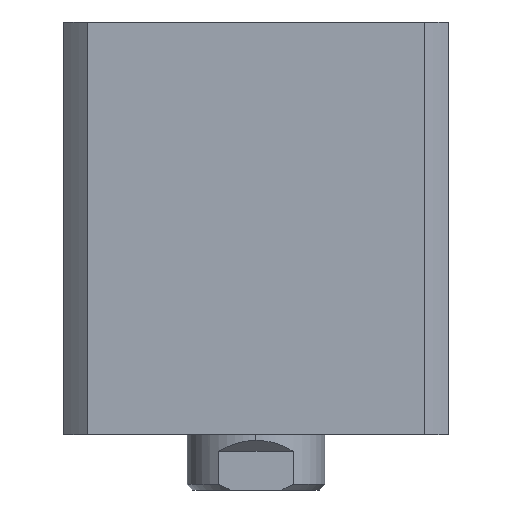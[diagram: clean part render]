
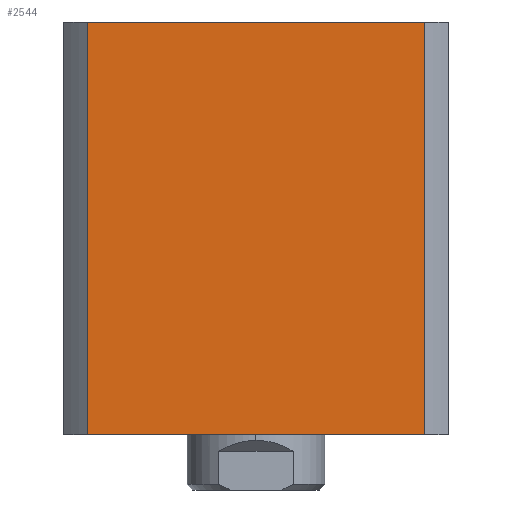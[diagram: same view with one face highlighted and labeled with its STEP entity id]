
A CAD part, left-side view. The second image highlights one B-rep face of the part: STEP entity #2544.
In plain terms, the highlighted planar face has unit normal (-1, 0, 0).
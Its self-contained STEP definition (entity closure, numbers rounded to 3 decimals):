
#36 = VERTEX_POINT ( 'NONE', #2653 ) ;
#133 = LINE ( 'NONE', #2845, #141 ) ;
#138 = LINE ( 'NONE', #2848, #143 ) ;
#141 = VECTOR ( 'NONE', #2837, 1000. ) ;
#142 = LINE ( 'NONE', #2850, #145 ) ;
#143 = VECTOR ( 'NONE', #2849, 1000. ) ;
#145 = VECTOR ( 'NONE', #2852, 1000. ) ;
#146 = LINE ( 'NONE', #2851, #148 ) ;
#148 = VECTOR ( 'NONE', #2847, 1000. ) ;
#235 = FACE_OUTER_BOUND ( 'NONE', #1772, .T. ) ;
#870 = CARTESIAN_POINT ( 'NONE',  ( -35., 0., 75. ) ) ;
#872 = PLANE ( 'NONE',  #3230 ) ;
#875 = DIRECTION ( 'NONE',  ( 1., 0., 0. ) ) ;
#876 = DIRECTION ( 'NONE',  ( 0., 0., -1. ) ) ;
#1162 = CARTESIAN_POINT ( 'NONE',  ( -35., -30.615, 0. ) ) ;
#1190 = CARTESIAN_POINT ( 'NONE',  ( -35., 30.615, 75. ) ) ;
#1420 = ORIENTED_EDGE ( 'NONE', *, *, #2013, .T. ) ;
#1421 = ORIENTED_EDGE ( 'NONE', *, *, #2012, .F. ) ;
#1422 = ORIENTED_EDGE ( 'NONE', *, *, #2011, .F. ) ;
#1423 = ORIENTED_EDGE ( 'NONE', *, *, #2015, .T. ) ;
#1772 = EDGE_LOOP ( 'NONE', ( #1420, #1421, #1422, #1423 ) ) ;
#2011 = EDGE_CURVE ( 'NONE', #2998, #36, #133, .T. ) ;
#2012 = EDGE_CURVE ( 'NONE', #36, #2985, #138, .T. ) ;
#2013 = EDGE_CURVE ( 'NONE', #3578, #2985, #142, .T. ) ;
#2015 = EDGE_CURVE ( 'NONE', #2998, #3578, #146, .T. ) ;
#2317 = CARTESIAN_POINT ( 'NONE',  ( -35., 30.615, 0. ) ) ;
#2544 = ADVANCED_FACE ( 'NONE', ( #235 ), #872, .F. ) ;
#2653 = CARTESIAN_POINT ( 'NONE',  ( -35., -30.615, 75. ) ) ;
#2837 = DIRECTION ( 'NONE',  ( 0., -1., 0. ) ) ;
#2845 = CARTESIAN_POINT ( 'NONE',  ( -35., 0., 75. ) ) ;
#2847 = DIRECTION ( 'NONE',  ( 0., 0., -1. ) ) ;
#2848 = CARTESIAN_POINT ( 'NONE',  ( -35., -30.615, 75. ) ) ;
#2849 = DIRECTION ( 'NONE',  ( 0., 0., -1. ) ) ;
#2850 = CARTESIAN_POINT ( 'NONE',  ( -35., 0., 0. ) ) ;
#2851 = CARTESIAN_POINT ( 'NONE',  ( -35., 30.615, 75. ) ) ;
#2852 = DIRECTION ( 'NONE',  ( 0., -1., 0. ) ) ;
#2985 = VERTEX_POINT ( 'NONE', #1162 ) ;
#2998 = VERTEX_POINT ( 'NONE', #1190 ) ;
#3230 = AXIS2_PLACEMENT_3D ( 'NONE', #870, #875, #876 ) ;
#3578 = VERTEX_POINT ( 'NONE', #2317 ) ;
